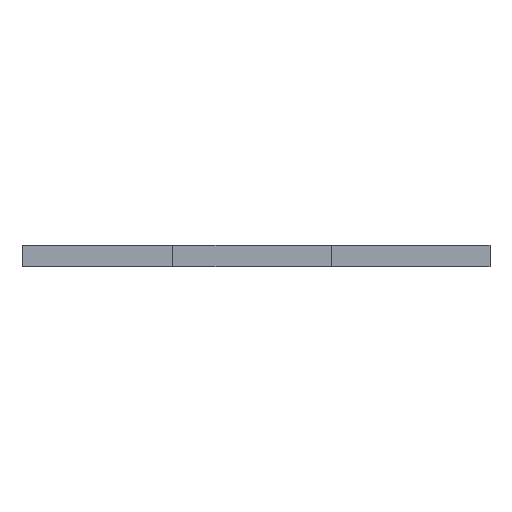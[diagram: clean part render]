
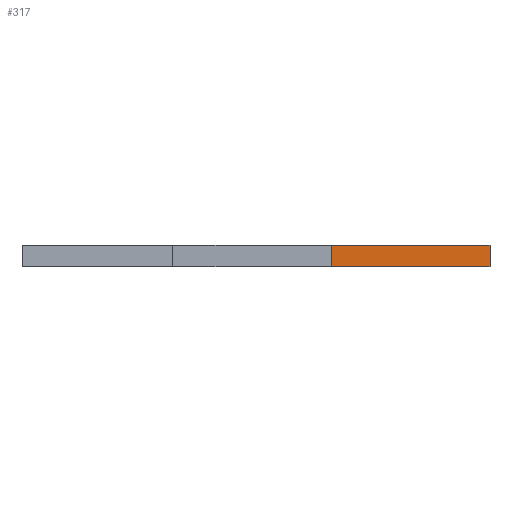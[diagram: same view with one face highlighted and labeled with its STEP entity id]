
A CAD part, front view. The second image highlights one B-rep face of the part: STEP entity #317.
In plain terms, the highlighted planar face has unit normal (0, -1, 0).
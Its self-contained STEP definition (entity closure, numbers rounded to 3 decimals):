
#278=CARTESIAN_POINT('Axis2P3D Location',(196.75,-586.,0.)) ;
#283=CARTESIAN_POINT('Line Origine',(63.417,-586.,9.)) ;
#287=CARTESIAN_POINT('Vertex',(63.417,-586.,18.)) ;
#289=CARTESIAN_POINT('Vertex',(63.417,-586.,0.)) ;
#292=CARTESIAN_POINT('Line Origine',(130.083,-586.,0.)) ;
#296=CARTESIAN_POINT('Vertex',(196.75,-586.,0.)) ;
#299=CARTESIAN_POINT('Line Origine',(196.75,-586.,9.)) ;
#303=CARTESIAN_POINT('Vertex',(196.75,-586.,18.)) ;
#306=CARTESIAN_POINT('Line Origine',(130.083,-586.,18.)) ;
#279=DIRECTION('Axis2P3D Direction',(0.,1.,-0.)) ;
#280=DIRECTION('Axis2P3D XDirection',(-1.,0.,0.)) ;
#284=DIRECTION('Vector Direction',(0.,0.,-1.)) ;
#293=DIRECTION('Vector Direction',(-1.,0.,0.)) ;
#300=DIRECTION('Vector Direction',(0.,0.,1.)) ;
#307=DIRECTION('Vector Direction',(-1.,0.,0.)) ;
#281=AXIS2_PLACEMENT_3D('Plane Axis2P3D',#278,#279,#280) ;
#312=ORIENTED_EDGE('',*,*,#291,.T.) ;
#313=ORIENTED_EDGE('',*,*,#298,.T.) ;
#314=ORIENTED_EDGE('',*,*,#305,.T.) ;
#315=ORIENTED_EDGE('',*,*,#310,.F.) ;
#285=VECTOR('Line Direction',#284,1.) ;
#294=VECTOR('Line Direction',#293,1.) ;
#301=VECTOR('Line Direction',#300,1.) ;
#308=VECTOR('Line Direction',#307,1.) ;
#317=ADVANCED_FACE('Corps principal',(#316),#282,.F.) ;
#291=EDGE_CURVE('',#288,#290,#286,.T.) ;
#298=EDGE_CURVE('',#290,#297,#295,.F.) ;
#305=EDGE_CURVE('',#297,#304,#302,.T.) ;
#310=EDGE_CURVE('',#288,#304,#309,.F.) ;
#311=EDGE_LOOP('',(#312,#313,#314,#315)) ;
#316=FACE_OUTER_BOUND('',#311,.T.) ;
#286=LINE('Line',#283,#285) ;
#295=LINE('Line',#292,#294) ;
#302=LINE('Line',#299,#301) ;
#309=LINE('Line',#306,#308) ;
#282=PLANE('Plane',#281) ;
#288=VERTEX_POINT('',#287) ;
#290=VERTEX_POINT('',#289) ;
#297=VERTEX_POINT('',#296) ;
#304=VERTEX_POINT('',#303) ;
